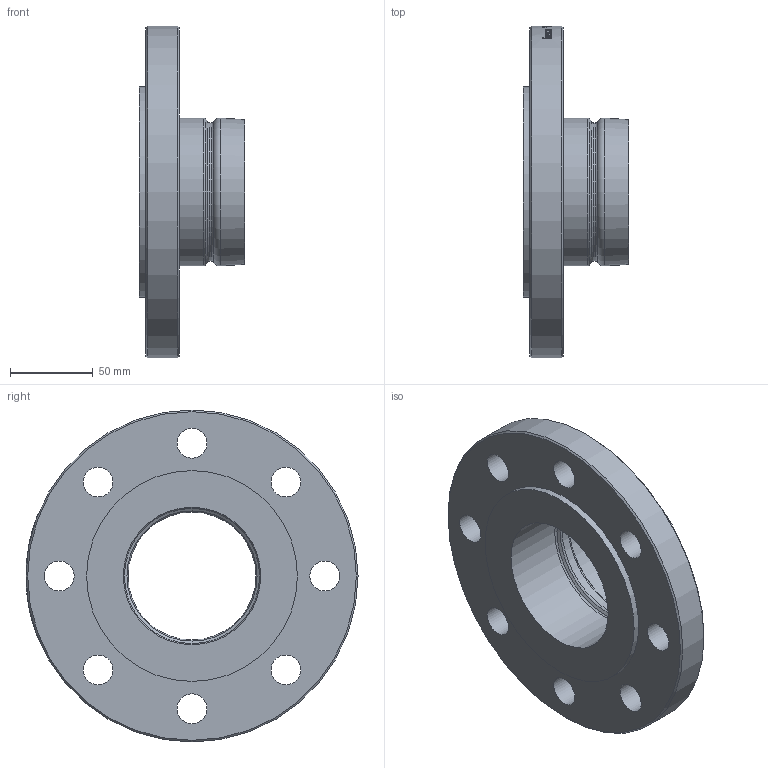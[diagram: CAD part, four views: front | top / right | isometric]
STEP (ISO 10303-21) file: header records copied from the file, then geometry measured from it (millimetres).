
FILE_DESCRIPTION (( 'STEP AP214' ), '1' );
FILE_NAME ('V100-FL-088-00-x Typ E498 PN10-16 DN80 300 Ø88,9 1812.STEP', '2018-12-27T09:41:14', ( '' ), ( '' ), 'SwSTEP 2.0', 'SolidWorks 2016', '' );
FILE_SCHEMA (( 'AUTOMOTIVE_DESIGN' ));
Length unit declared in the file: millimetre
Products named in the file (1): V100-FL-088-00-x Typ E498 PN10-16 DN80 300 Ø88,9 1812
Bounding box: 63.5 x 200.01 x 200 mm (x, y, z)
Volume: 544514.5 mm3; surface area: 99125.8 mm2
Topology: 1 solids, 1 shells, 229 faces, 579 edges, 383 vertices
Faces by surface type: bspline 114, plane 58, cylinder 43, torus 8, cone 6
Full cylindrical faces by diameter (mm): 18 x8, 77.089 x1, 82.804 x1, 83.185 x1, 88.9 x1, 127 x1, 200 x1
Entity records: 13894 total; most frequent: CARTESIAN_POINT 7150, ORIENTED_EDGE 1088, DIRECTION 622, EDGE_CURVE 544, VERTEX_POINT 376, EDGE_LOOP 306, FACE_OUTER_BOUND 251, B_SPLINE_CURVE_WITH_KNOTS 244
